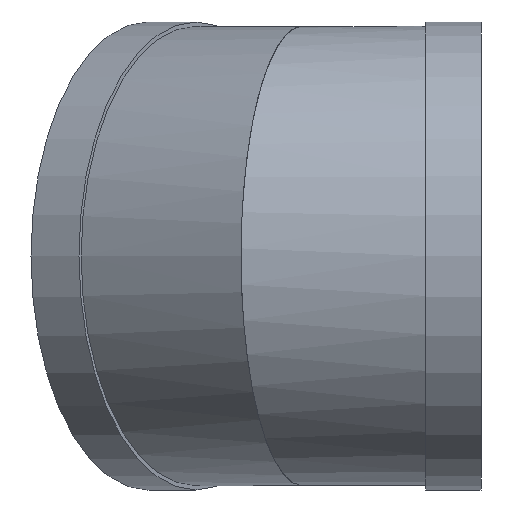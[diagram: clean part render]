
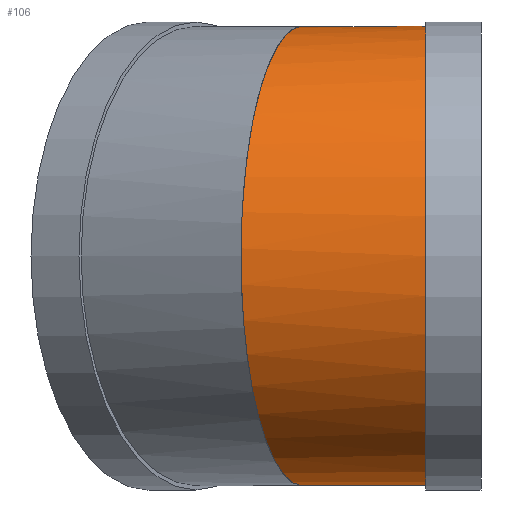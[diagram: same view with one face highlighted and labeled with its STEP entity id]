
A CAD part, left-side view. The second image highlights one B-rep face of the part: STEP entity #106.
In plain terms, the highlighted cylindrical face has radius 315 mm (diameter 630 mm), a full revolution.
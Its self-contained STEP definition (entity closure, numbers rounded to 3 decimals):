
#106 = ADVANCED_FACE( '', ( #198, #199 ), #200, .T. );
#198 = FACE_OUTER_BOUND( '', #276, .T. );
#199 = FACE_OUTER_BOUND( '', #277, .T. );
#200 = CYLINDRICAL_SURFACE( '', #278, 315. );
#276 = EDGE_LOOP( '', ( #366 ) );
#277 = EDGE_LOOP( '', ( #367 ) );
#278 = AXIS2_PLACEMENT_3D( '', #368, #369, #370 );
#366 = ORIENTED_EDGE( '', *, *, #408, .T. );
#367 = ORIENTED_EDGE( '', *, *, #417, .F. );
#368 = CARTESIAN_POINT( '', ( 0., 706., 0. ) );
#369 = DIRECTION( '', ( 0., 1., 0. ) );
#370 = DIRECTION( '', ( 0., 0., -1. ) );
#408 = EDGE_CURVE( '', #450, #450, #451, .T. );
#417 = EDGE_CURVE( '', #464, #464, #465, .T. );
#450 = VERTEX_POINT( '', #498 );
#451 = CIRCLE( '', #499, 315. );
#464 = VERTEX_POINT( '', #512 );
#465 = ELLIPSE( '', #513, 326.112, 315. );
#498 = CARTESIAN_POINT( '', ( 315., 76., 0. ) );
#499 = AXIS2_PLACEMENT_3D( '', #548, #549, #550 );
#512 = CARTESIAN_POINT( '', ( 315., 160.404, 0. ) );
#513 = AXIS2_PLACEMENT_3D( '', #563, #564, #565 );
#548 = CARTESIAN_POINT( '', ( 0., 76., 0. ) );
#549 = DIRECTION( '', ( 0., 1., 0. ) );
#550 = DIRECTION( '', ( 1., 0., 0. ) );
#563 = CARTESIAN_POINT( '', ( 0., 244.808, 0. ) );
#564 = DIRECTION( '', ( 0.259, 0.966, 0. ) );
#565 = DIRECTION( '', ( 0.966, -0.259, 0. ) );
